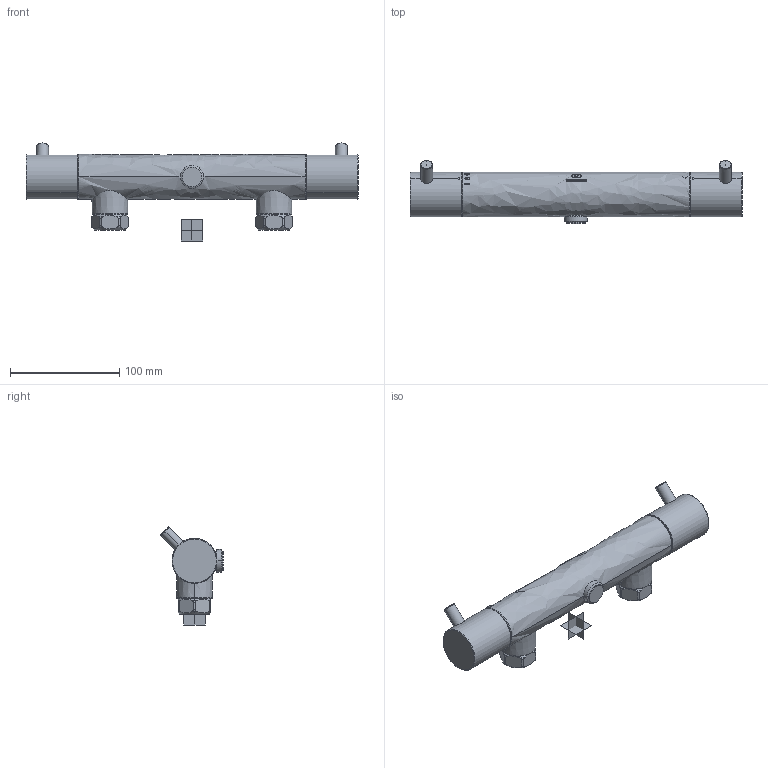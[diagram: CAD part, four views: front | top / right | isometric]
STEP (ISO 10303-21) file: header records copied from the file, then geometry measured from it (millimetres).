
FILE_DESCRIPTION((''),'2;1');
FILE_NAME('A7597AA_3DPL','2021-10-29T11:38:49',('KarakolevP'),('AMERICAN STANDARD B&K'),'CREO PARAMETRIC BY PTC INC, 2020281','CREO PARAMETRIC BY PTC INC, 2020281','');
FILE_SCHEMA(('AP242_MANAGED_MODEL_BASED_3D_ENGINEERING_MIM_LF { 1 0 10303 442 1 1 4 }'));
Length unit declared in the file: millimetre
Products named in the file (1): A7597AA_3DPL
Bounding box: 303.35 x 57.51 x 89.61 mm (x, y, z)
Volume: 453353.4 mm3; surface area: 52016.9 mm2
Topology: 1 solids, 4 shells, 347 faces, 892 edges, 586 vertices
Faces by surface type: plane 135, bspline 102, torus 42, cylinder 38, cone 18, extrusion 8, sphere 4
Entity records: 25909 total; most frequent: CARTESIAN_POINT 15916, ORIENTED_EDGE 1764, DIRECTION 1078, EDGE_CURVE 888, VERTEX_POINT 586, B_SPLINE_CURVE_WITH_KNOTS 448, EDGE_LOOP 387, AXIS2_PLACEMENT_3D 383
